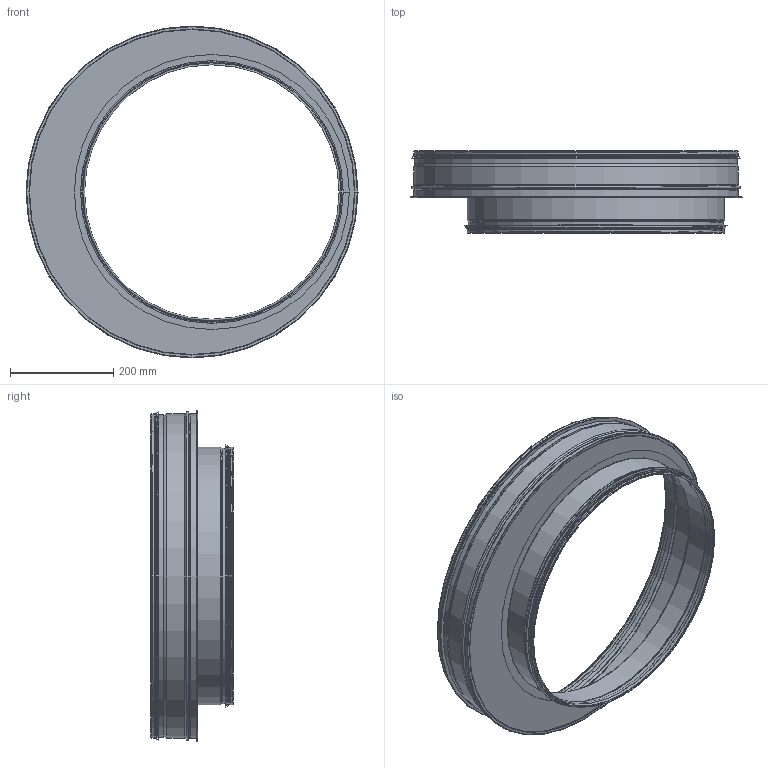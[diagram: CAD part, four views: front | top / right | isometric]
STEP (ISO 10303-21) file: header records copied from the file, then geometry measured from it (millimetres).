
FILE_DESCRIPTION((''),'2;1');
FILE_NAME('HFE_630-500.stp','2014-02-19T14:32:37',(''),(''),'Autodesk Inventor 2013','Autodesk Inventor 2013','');
FILE_SCHEMA(('AUTOMOTIVE_DESIGN { 1 2 10303 214 0 1 1 1 }'));
Length unit declared in the file: millimetre
Products named in the file (8): HFE_630-500; StosDragenKant-500; StosDragenKantRörämne-500; 999010; RondellMedHål_630-500; HSGMedFals-630; HSGMedFalsRörämne-630; 999011
Assembly tree (7 placements, depth 3):
  HFE_630-500
    StosDragenKant-500
      StosDragenKantRörämne-500
      999010
    RondellMedHål_630-500
    HSGMedFals-630
      HSGMedFalsRörämne-630
      999011
Bounding box: 643.2 x 159.5 x 643.2 mm (x, y, z)
Volume: 370449.7 mm3; surface area: 1186205.3 mm2
Topology: 5 solids, 5 shells, 166 faces, 320 edges, 170 vertices
Faces by surface type: plane 80, torus 40, cylinder 30, cone 16
Full cylindrical faces by diameter (mm): 492.95 x1, 493.95 x1, 495.15 x1, 497.75 x5, 498.75 x2, 499.75 x1, 504.15 x1, 509.15 x1, 532.75 x1, 622.9 x1, 623.9 x1, 625.1 x1, 627.7 x6, 628.7 x3, 631.7 x1, 634.1 x1, 639.1 x1, 640.7 x1
Entity records: 4383 total; most frequent: DIRECTION 814, CARTESIAN_POINT 641, ORIENTED_EDGE 580, AXIS2_PLACEMENT_3D 343, EDGE_CURVE 290, EDGE_LOOP 208, STYLED_ITEM 171, VERTEX_POINT 170
